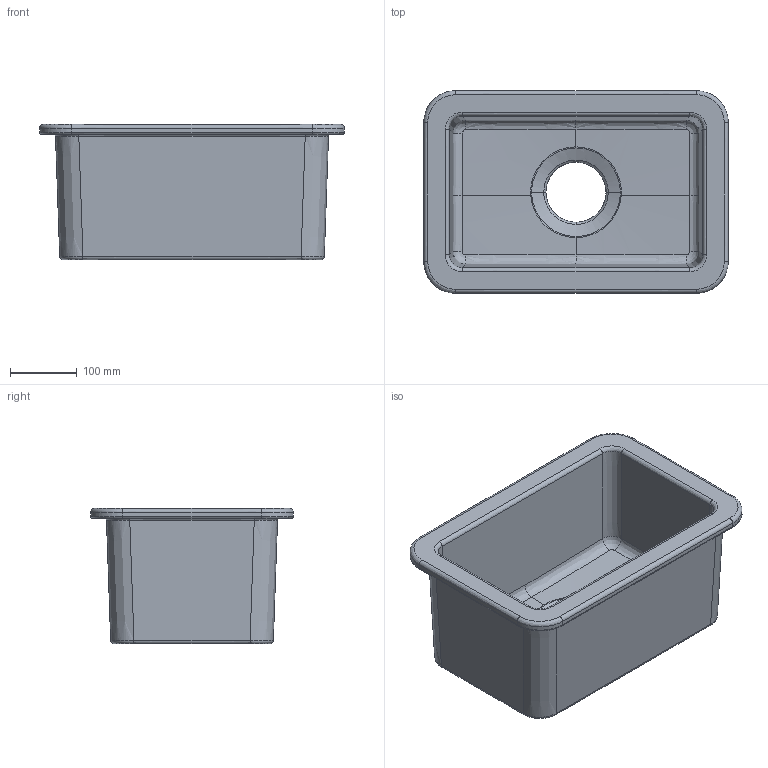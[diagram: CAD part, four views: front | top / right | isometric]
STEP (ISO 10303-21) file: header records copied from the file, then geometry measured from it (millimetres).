
FILE_DESCRIPTION(/* description */ (''),/* implementation_level */ '2;1');
FILE_NAME(/* name */ '1358 18X12X8 TA(Tezgah altı) MERKEZİ SİFON.stp',/* time_stamp */ '2016-10-19T09:42:24+03:00',/* author */ (''),/* organization */ (''),/* preprocessor_version */ 'ST-DEVELOPER v16',/* originating_system */ 'SIEMENS PLM Software NX 10.0',/* authorisation */ '');
FILE_SCHEMA (('AP203_CONFIGURATION_CONTROLLED_3D_DESIGN_OF_MECHANICAL_PARTS_AND_ASSEMBLIES_MIM_LF { 1 0 10303 403 2 1 2}'));
Length unit declared in the file: millimetre
Products named in the file (1): Cosk54B82AA8914u
Bounding box: 457.2 x 304 x 203 mm (x, y, z)
Volume: 5487966.1 mm3; surface area: 698057.3 mm2
Topology: 1 solids, 1 shells, 142 faces, 322 edges, 184 vertices
Faces by surface type: bspline 120, cylinder 12, plane 10
Entity records: 9600 total; most frequent: CARTESIAN_POINT 7167, ORIENTED_EDGE 644, EDGE_CURVE 322, DIRECTION 250, B_SPLINE_CURVE_WITH_KNOTS 208, VERTEX_POINT 184, EDGE_LOOP 146, ADVANCED_FACE 142
